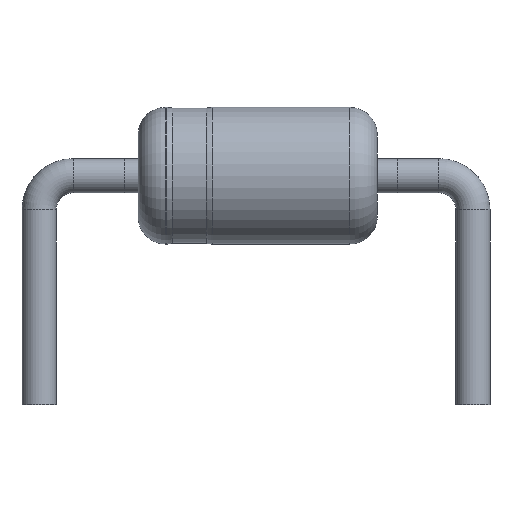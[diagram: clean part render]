
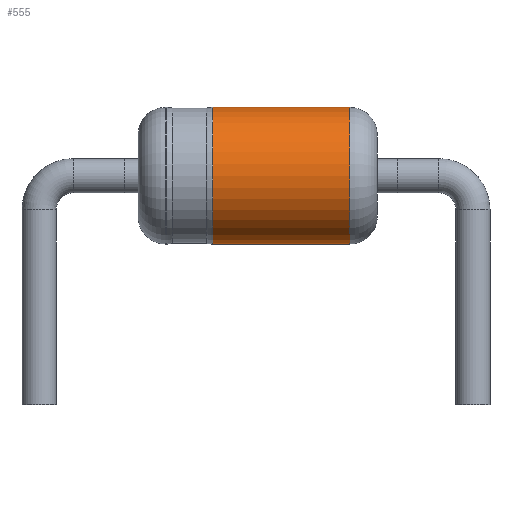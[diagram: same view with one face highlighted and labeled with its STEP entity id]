
A CAD part, front view. The second image highlights one B-rep face of the part: STEP entity #555.
In plain terms, the highlighted cylindrical face has radius 1 mm (diameter 2 mm), a partial arc.
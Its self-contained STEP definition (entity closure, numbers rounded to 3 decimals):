
#507 = EDGE_CURVE('',#508,#510,#512,.T.);
#508 = VERTEX_POINT('',#509);
#509 = CARTESIAN_POINT('',(4.55,0.,0.05));
#510 = VERTEX_POINT('',#511);
#511 = CARTESIAN_POINT('',(4.55,0.,2.05));
#512 = CIRCLE('',#513,1.);
#513 = AXIS2_PLACEMENT_3D('',#514,#515,#516);
#514 = CARTESIAN_POINT('',(4.55,0.,1.05));
#515 = DIRECTION('',(-1.,0.,0.));
#516 = DIRECTION('',(0.,0.,1.));
#555 = ADVANCED_FACE('',(#556),#582,.T.);
#556 = FACE_BOUND('',#557,.T.);
#557 = EDGE_LOOP('',(#558,#559,#567,#576));
#558 = ORIENTED_EDGE('',*,*,#507,.T.);
#559 = ORIENTED_EDGE('',*,*,#560,.T.);
#560 = EDGE_CURVE('',#510,#561,#563,.T.);
#561 = VERTEX_POINT('',#562);
#562 = CARTESIAN_POINT('',(2.539,0.,
    2.05));
#563 = LINE('',#564,#565);
#564 = CARTESIAN_POINT('',(1.45,0.,2.05));
#565 = VECTOR('',#566,1.);
#566 = DIRECTION('',(-1.,0.,0.));
#567 = ORIENTED_EDGE('',*,*,#568,.T.);
#568 = EDGE_CURVE('',#561,#569,#571,.T.);
#569 = VERTEX_POINT('',#570);
#570 = CARTESIAN_POINT('',(2.539,0.,
    0.05));
#571 = CIRCLE('',#572,1.);
#572 = AXIS2_PLACEMENT_3D('',#573,#574,#575);
#573 = CARTESIAN_POINT('',(2.539,0.,
    1.05));
#574 = DIRECTION('',(1.,-0.,0.));
#575 = DIRECTION('',(0.,0.,-1.));
#576 = ORIENTED_EDGE('',*,*,#577,.F.);
#577 = EDGE_CURVE('',#508,#569,#578,.T.);
#578 = LINE('',#579,#580);
#579 = CARTESIAN_POINT('',(1.45,0.,0.05));
#580 = VECTOR('',#581,1.);
#581 = DIRECTION('',(-1.,0.,0.));
#582 = CYLINDRICAL_SURFACE('',#583,1.);
#583 = AXIS2_PLACEMENT_3D('',#584,#585,#586);
#584 = CARTESIAN_POINT('',(1.45,0.,1.05));
#585 = DIRECTION('',(-1.,0.,0.));
#586 = DIRECTION('',(0.,0.,-1.));
